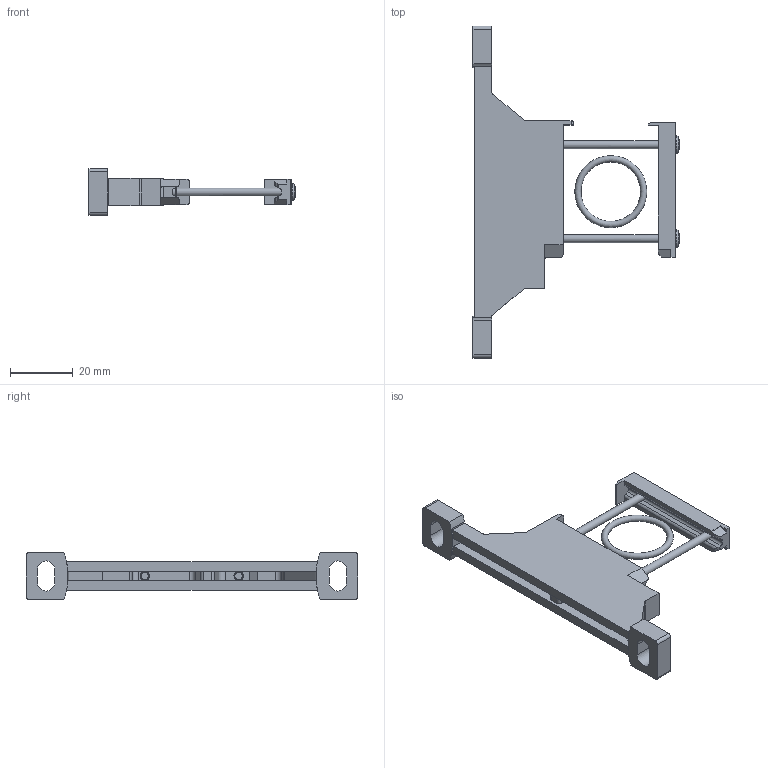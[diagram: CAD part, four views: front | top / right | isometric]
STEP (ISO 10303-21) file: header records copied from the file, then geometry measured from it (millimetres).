
FILE_DESCRIPTION(/* description */ ('STEP AP214'),/* implementation_level */ '2;1');
FILE_NAME(/* name */ '532184_MS4-WP',/* time_stamp */ '2024-09-10T14:16:06+02:00',/* author */ ('License CC BY-ND 4.0'),/* organization */ ('CADENAS'),/* preprocessor_version */ 'ST-DEVELOPER v19.3',/* originating_system */ 'PARTsolutions',/* authorisation */ ' ');
FILE_SCHEMA (('AUTOMOTIVE_DESIGN {1 0 10303 214 3 1 1}'));
Length unit declared in the file: millimetre
Products named in the file (4): 532184 MS4-WP; 8140202 MS4-WP1---(00wp); 8092760 MS4-MV-B---(42.7_high_m); 228525 B-19x2-N-NBR70
Assembly tree (3 placements, depth 2):
  532184 MS4-WP
    8140202 MS4-WP1---(00wp)
    8092760 MS4-MV-B---(42.7_high_m)
    228525 B-19x2-N-NBR70
Bounding box: 65.8 x 106 x 15 mm (x, y, z)
Volume: 15116.8 mm3; surface area: 11660.7 mm2
Topology: 3 solids, 3 shells, 172 faces, 479 edges, 313 vertices
Faces by surface type: plane 99, cylinder 62, cone 8, torus 3
Full cylindrical faces by diameter (mm): 2.459 x2, 2.55 x2, 3 x2, 5.6 x2, 6.1 x2
Entity records: 6035 total; most frequent: CARTESIAN_POINT 1008, DIRECTION 929, ORIENTED_EDGE 906, EDGE_CURVE 453, AXIS2_PLACEMENT_3D 314, VERTEX_POINT 309, LINE 301, VECTOR 301
